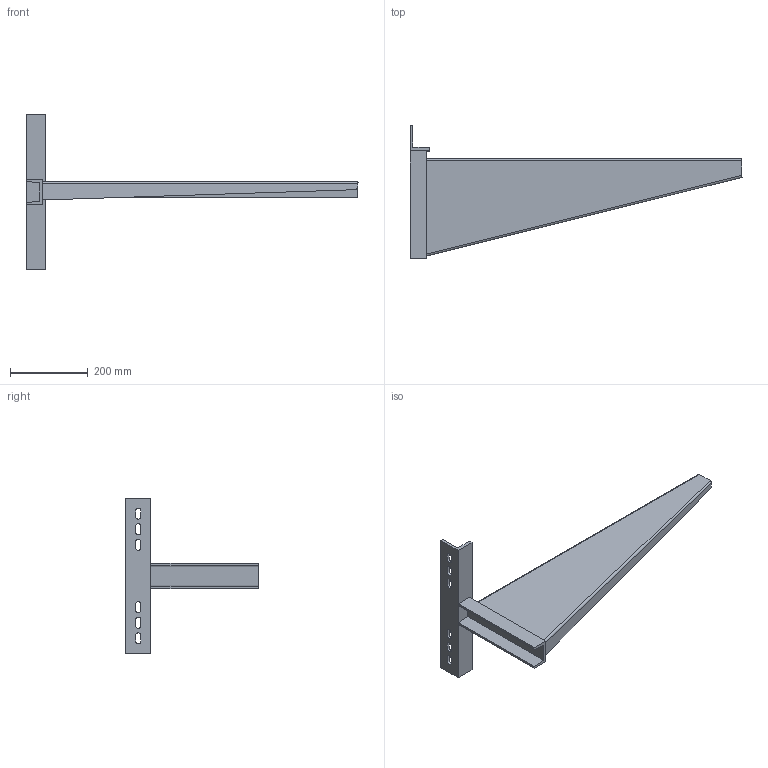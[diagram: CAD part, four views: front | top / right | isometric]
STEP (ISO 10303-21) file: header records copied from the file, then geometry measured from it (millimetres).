
FILE_DESCRIPTION((''),'2;1');
FILE_NAME('6417930_ASM','2014-03-11T',('AndreasKeweloh'),(''),'PRO/ENGINEER BY PARAMETRIC TECHNOLOGY CORPORATION, 2013410','PRO/ENGINEER BY PARAMETRIC TECHNOLOGY CORPORATION, 2013410','');
FILE_SCHEMA(('CONFIG_CONTROL_DESIGN'));
Length unit declared in the file: millimetre
Products named in the file (4): 6417930WINKELSTAHL; 6417930U-STAHL; 6417930AUSLEGERFORMTEIL; 6417930_ASM
Assembly tree (3 placements, depth 2):
  6417930_ASM
    6417930WINKELSTAHL
    6417930U-STAHL
    6417930AUSLEGERFORMTEIL
Bounding box: 852.46 x 341 x 400 mm (x, y, z)
Volume: 1212690.9 mm3; surface area: 523381.1 mm2
Topology: 3 solids, 3 shells, 70 faces, 190 edges, 126 vertices
Faces by surface type: plane 41, cylinder 28, bspline 1
Entity records: 2495 total; most frequent: CARTESIAN_POINT 557, DIRECTION 390, ORIENTED_EDGE 380, EDGE_CURVE 190, VECTOR 134, LINE 134, AXIS2_PLACEMENT_3D 128, VERTEX_POINT 126
